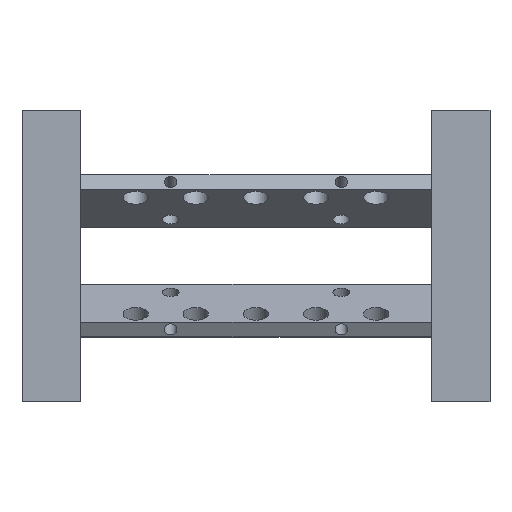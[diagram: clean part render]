
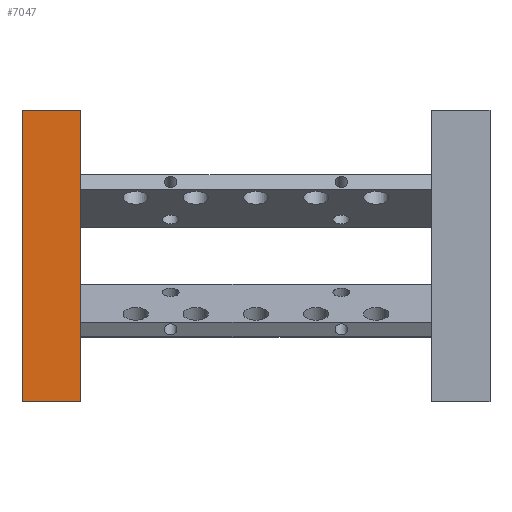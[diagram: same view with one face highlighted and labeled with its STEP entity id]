
A CAD part, top view. The second image highlights one B-rep face of the part: STEP entity #7047.
In plain terms, the highlighted planar face has unit normal (0, 0, 1).
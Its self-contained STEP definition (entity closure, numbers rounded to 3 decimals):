
#6931 = EDGE_CURVE('',#6932,#6934,#6936,.T.);
#6932 = VERTEX_POINT('',#6933);
#6933 = CARTESIAN_POINT('',(-27.685,-17.241,15.99));
#6934 = VERTEX_POINT('',#6935);
#6935 = CARTESIAN_POINT('',(-20.753,-17.241,15.99));
#6936 = SURFACE_CURVE('',#6937,(#6941,#6953),.PCURVE_S1.);
#6937 = LINE('',#6938,#6939);
#6938 = CARTESIAN_POINT('',(-27.685,-17.241,15.99));
#6939 = VECTOR('',#6940,1.);
#6940 = DIRECTION('',(1.,0.,0.));
#6941 = PCURVE('',#6942,#6947);
#6942 = PLANE('',#6943);
#6943 = AXIS2_PLACEMENT_3D('',#6944,#6945,#6946);
#6944 = CARTESIAN_POINT('',(-27.685,-17.241,15.99));
#6945 = DIRECTION('',(0.,1.,0.));
#6946 = DIRECTION('',(0.,0.,-1.));
#6947 = DEFINITIONAL_REPRESENTATION('',(#6948),#6952);
#6948 = LINE('',#6949,#6950);
#6949 = CARTESIAN_POINT('',(0.,0.));
#6950 = VECTOR('',#6951,1.);
#6951 = DIRECTION('',(0.,-1.));
#6952 = ( GEOMETRIC_REPRESENTATION_CONTEXT(2) 
PARAMETRIC_REPRESENTATION_CONTEXT() REPRESENTATION_CONTEXT('2D SPACE',''
  ) );
#6953 = PCURVE('',#6954,#6959);
#6954 = PLANE('',#6955);
#6955 = AXIS2_PLACEMENT_3D('',#6956,#6957,#6958);
#6956 = CARTESIAN_POINT('',(-27.685,17.241,15.99));
#6957 = DIRECTION('',(0.,0.,-1.));
#6958 = DIRECTION('',(0.,-1.,0.));
#6959 = DEFINITIONAL_REPRESENTATION('',(#6960),#6964);
#6960 = LINE('',#6961,#6962);
#6961 = CARTESIAN_POINT('',(34.483,0.));
#6962 = VECTOR('',#6963,1.);
#6963 = DIRECTION('',(0.,-1.));
#6964 = ( GEOMETRIC_REPRESENTATION_CONTEXT(2) 
PARAMETRIC_REPRESENTATION_CONTEXT() REPRESENTATION_CONTEXT('2D SPACE',''
  ) );
#6982 = PLANE('',#6983);
#6983 = AXIS2_PLACEMENT_3D('',#6984,#6985,#6986);
#6984 = CARTESIAN_POINT('',(-20.753,0.,1.325));
#6985 = DIRECTION('',(1.,0.,0.));
#6986 = DIRECTION('',(0.,-1.,0.));
#7036 = PLANE('',#7037);
#7037 = AXIS2_PLACEMENT_3D('',#7038,#7039,#7040);
#7038 = CARTESIAN_POINT('',(-27.685,0.,1.325));
#7039 = DIRECTION('',(1.,0.,0.));
#7040 = DIRECTION('',(0.,-1.,0.));
#7047 = ADVANCED_FACE('',(#7048),#6954,.F.);
#7048 = FACE_BOUND('',#7049,.F.);
#7049 = EDGE_LOOP('',(#7050,#7080,#7101,#7102));
#7050 = ORIENTED_EDGE('',*,*,#7051,.T.);
#7051 = EDGE_CURVE('',#7052,#7054,#7056,.T.);
#7052 = VERTEX_POINT('',#7053);
#7053 = CARTESIAN_POINT('',(-27.685,17.241,15.99));
#7054 = VERTEX_POINT('',#7055);
#7055 = CARTESIAN_POINT('',(-20.753,17.241,15.99));
#7056 = SURFACE_CURVE('',#7057,(#7061,#7068),.PCURVE_S1.);
#7057 = LINE('',#7058,#7059);
#7058 = CARTESIAN_POINT('',(-27.685,17.241,15.99));
#7059 = VECTOR('',#7060,1.);
#7060 = DIRECTION('',(1.,0.,0.));
#7061 = PCURVE('',#6954,#7062);
#7062 = DEFINITIONAL_REPRESENTATION('',(#7063),#7067);
#7063 = LINE('',#7064,#7065);
#7064 = CARTESIAN_POINT('',(0.,0.));
#7065 = VECTOR('',#7066,1.);
#7066 = DIRECTION('',(0.,-1.));
#7067 = ( GEOMETRIC_REPRESENTATION_CONTEXT(2) 
PARAMETRIC_REPRESENTATION_CONTEXT() REPRESENTATION_CONTEXT('2D SPACE',''
  ) );
#7068 = PCURVE('',#7069,#7074);
#7069 = PLANE('',#7070);
#7070 = AXIS2_PLACEMENT_3D('',#7071,#7072,#7073);
#7071 = CARTESIAN_POINT('',(-27.685,17.241,-13.34));
#7072 = DIRECTION('',(0.,-1.,0.));
#7073 = DIRECTION('',(0.,0.,1.));
#7074 = DEFINITIONAL_REPRESENTATION('',(#7075),#7079);
#7075 = LINE('',#7076,#7077);
#7076 = CARTESIAN_POINT('',(29.33,0.));
#7077 = VECTOR('',#7078,1.);
#7078 = DIRECTION('',(0.,-1.));
#7079 = ( GEOMETRIC_REPRESENTATION_CONTEXT(2) 
PARAMETRIC_REPRESENTATION_CONTEXT() REPRESENTATION_CONTEXT('2D SPACE',''
  ) );
#7080 = ORIENTED_EDGE('',*,*,#7081,.T.);
#7081 = EDGE_CURVE('',#7054,#6934,#7082,.T.);
#7082 = SURFACE_CURVE('',#7083,(#7087,#7094),.PCURVE_S1.);
#7083 = LINE('',#7084,#7085);
#7084 = CARTESIAN_POINT('',(-20.753,17.241,15.99));
#7085 = VECTOR('',#7086,1.);
#7086 = DIRECTION('',(0.,-1.,0.));
#7087 = PCURVE('',#6954,#7088);
#7088 = DEFINITIONAL_REPRESENTATION('',(#7089),#7093);
#7089 = LINE('',#7090,#7091);
#7090 = CARTESIAN_POINT('',(0.,-6.933));
#7091 = VECTOR('',#7092,1.);
#7092 = DIRECTION('',(1.,0.));
#7093 = ( GEOMETRIC_REPRESENTATION_CONTEXT(2) 
PARAMETRIC_REPRESENTATION_CONTEXT() REPRESENTATION_CONTEXT('2D SPACE',''
  ) );
#7094 = PCURVE('',#6982,#7095);
#7095 = DEFINITIONAL_REPRESENTATION('',(#7096),#7100);
#7096 = LINE('',#7097,#7098);
#7097 = CARTESIAN_POINT('',(-17.241,-14.665));
#7098 = VECTOR('',#7099,1.);
#7099 = DIRECTION('',(1.,0.));
#7100 = ( GEOMETRIC_REPRESENTATION_CONTEXT(2) 
PARAMETRIC_REPRESENTATION_CONTEXT() REPRESENTATION_CONTEXT('2D SPACE',''
  ) );
#7101 = ORIENTED_EDGE('',*,*,#6931,.F.);
#7102 = ORIENTED_EDGE('',*,*,#7103,.F.);
#7103 = EDGE_CURVE('',#7052,#6932,#7104,.T.);
#7104 = SURFACE_CURVE('',#7105,(#7109,#7116),.PCURVE_S1.);
#7105 = LINE('',#7106,#7107);
#7106 = CARTESIAN_POINT('',(-27.685,17.241,15.99));
#7107 = VECTOR('',#7108,1.);
#7108 = DIRECTION('',(0.,-1.,0.));
#7109 = PCURVE('',#6954,#7110);
#7110 = DEFINITIONAL_REPRESENTATION('',(#7111),#7115);
#7111 = LINE('',#7112,#7113);
#7112 = CARTESIAN_POINT('',(0.,0.));
#7113 = VECTOR('',#7114,1.);
#7114 = DIRECTION('',(1.,0.));
#7115 = ( GEOMETRIC_REPRESENTATION_CONTEXT(2) 
PARAMETRIC_REPRESENTATION_CONTEXT() REPRESENTATION_CONTEXT('2D SPACE',''
  ) );
#7116 = PCURVE('',#7036,#7117);
#7117 = DEFINITIONAL_REPRESENTATION('',(#7118),#7122);
#7118 = LINE('',#7119,#7120);
#7119 = CARTESIAN_POINT('',(-17.241,-14.665));
#7120 = VECTOR('',#7121,1.);
#7121 = DIRECTION('',(1.,0.));
#7122 = ( GEOMETRIC_REPRESENTATION_CONTEXT(2) 
PARAMETRIC_REPRESENTATION_CONTEXT() REPRESENTATION_CONTEXT('2D SPACE',''
  ) );
